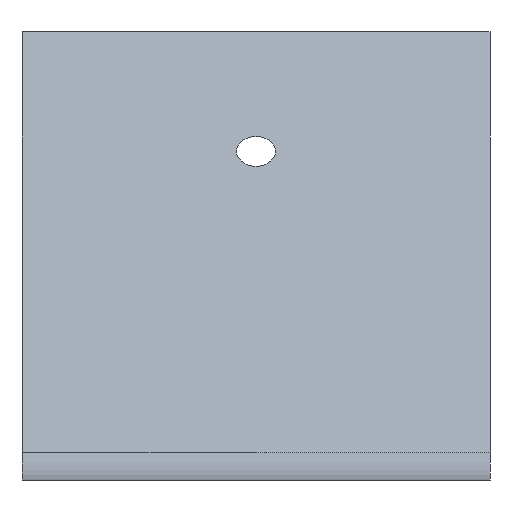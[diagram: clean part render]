
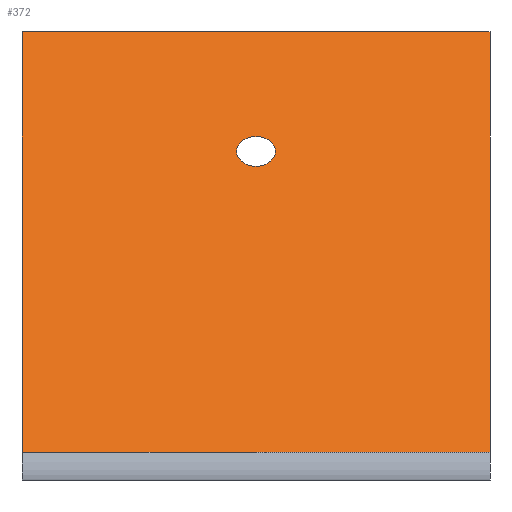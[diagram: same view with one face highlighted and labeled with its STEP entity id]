
A CAD part, left-side view. The second image highlights one B-rep face of the part: STEP entity #372.
In plain terms, the highlighted planar face has unit normal (0.766, 0, -0.643).
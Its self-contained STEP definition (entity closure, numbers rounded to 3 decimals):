
#295=CARTESIAN_POINT('Vertex',(145.995,120.,7.144)) ;
#298=CARTESIAN_POINT('Line Origine',(145.995,60.,7.144)) ;
#302=CARTESIAN_POINT('Vertex',(145.995,0.,7.144)) ;
#324=CARTESIAN_POINT('Axis2P3D Location',(140.,120.,0.)) ;
#329=CARTESIAN_POINT('Line Origine',(191.206,120.,61.025)) ;
#333=CARTESIAN_POINT('Vertex',(236.418,120.,114.907)) ;
#336=CARTESIAN_POINT('Line Origine',(236.418,60.,114.907)) ;
#340=CARTESIAN_POINT('Vertex',(236.418,0.,114.907)) ;
#343=CARTESIAN_POINT('Line Origine',(191.206,0.,61.025)) ;
#354=CARTESIAN_POINT('Axis2P3D Location',(210.707,60.,84.265)) ;
#358=CARTESIAN_POINT('Vertex',(213.921,60.,88.095)) ;
#360=CARTESIAN_POINT('Vertex',(207.493,60.,80.435)) ;
#363=CARTESIAN_POINT('Axis2P3D Location',(210.707,60.,84.265)) ;
#300=VECTOR('Line Direction',#299,1.) ;
#331=VECTOR('Line Direction',#330,1.) ;
#338=VECTOR('Line Direction',#337,1.) ;
#345=VECTOR('Line Direction',#344,1.) ;
#299=DIRECTION('Vector Direction',(0.,-1.,0.)) ;
#325=DIRECTION('Axis2P3D Direction',(0.766,0.,-0.643)) ;
#326=DIRECTION('Axis2P3D XDirection',(0.643,0.,0.766)) ;
#330=DIRECTION('Vector Direction',(0.643,0.,0.766)) ;
#337=DIRECTION('Vector Direction',(0.,-1.,0.)) ;
#344=DIRECTION('Vector Direction',(0.643,0.,0.766)) ;
#355=DIRECTION('Axis2P3D Direction',(0.766,0.,-0.643)) ;
#364=DIRECTION('Axis2P3D Direction',(0.766,0.,-0.643)) ;
#327=AXIS2_PLACEMENT_3D('Plane Axis2P3D',#324,#325,#326) ;
#356=AXIS2_PLACEMENT_3D('Circle Axis2P3D',#354,#355,$) ;
#365=AXIS2_PLACEMENT_3D('Circle Axis2P3D',#363,#364,$) ;
#301=LINE('Line',#298,#300) ;
#332=LINE('Line',#329,#331) ;
#339=LINE('Line',#336,#338) ;
#346=LINE('Line',#343,#345) ;
#357=CIRCLE('generated circle',#356,5.) ;
#366=CIRCLE('generated circle',#365,5.) ;
#328=PLANE('',#327) ;
#371=FACE_BOUND('',#368,.T.) ;
#304=EDGE_CURVE('',#303,#296,#301,.F.) ;
#335=EDGE_CURVE('',#296,#334,#332,.T.) ;
#342=EDGE_CURVE('',#334,#341,#339,.T.) ;
#347=EDGE_CURVE('',#303,#341,#346,.T.) ;
#362=EDGE_CURVE('',#359,#361,#357,.T.) ;
#367=EDGE_CURVE('',#361,#359,#366,.T.) ;
#349=ORIENTED_EDGE('',*,*,#335,.T.) ;
#350=ORIENTED_EDGE('',*,*,#342,.T.) ;
#351=ORIENTED_EDGE('',*,*,#347,.F.) ;
#352=ORIENTED_EDGE('',*,*,#304,.T.) ;
#369=ORIENTED_EDGE('',*,*,#362,.F.) ;
#370=ORIENTED_EDGE('',*,*,#367,.F.) ;
#348=EDGE_LOOP('',(#349,#350,#351,#352)) ;
#368=EDGE_LOOP('',(#369,#370)) ;
#296=VERTEX_POINT('',#295) ;
#303=VERTEX_POINT('',#302) ;
#334=VERTEX_POINT('',#333) ;
#341=VERTEX_POINT('',#340) ;
#359=VERTEX_POINT('',#358) ;
#361=VERTEX_POINT('',#360) ;
#372=ADVANCED_FACE('MainS',(#353,#371),#328,.T.) ;
#353=FACE_OUTER_BOUND('',#348,.T.) ;
